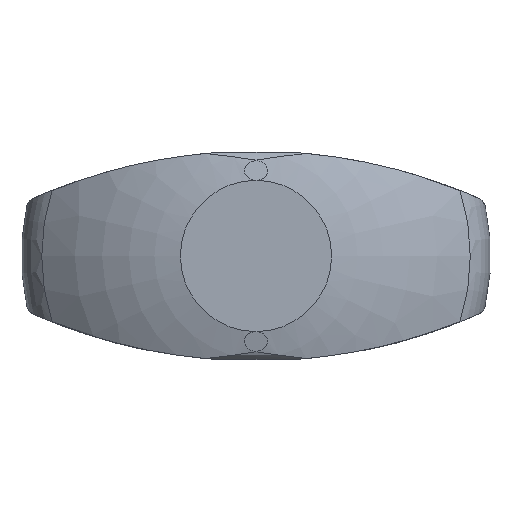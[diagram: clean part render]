
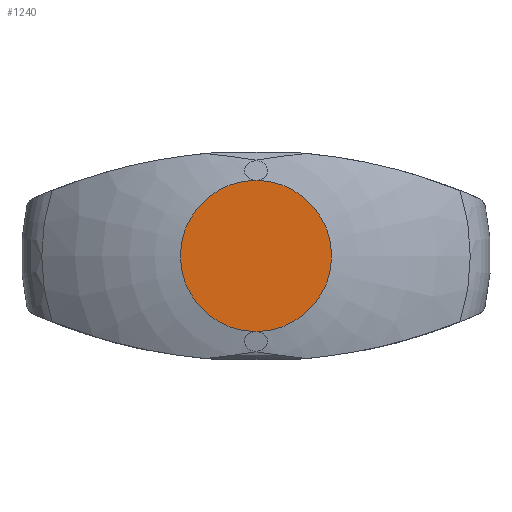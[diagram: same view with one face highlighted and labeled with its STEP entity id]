
A CAD part, top view. The second image highlights one B-rep face of the part: STEP entity #1240.
In plain terms, the highlighted planar face has unit normal (0, 0, 1).
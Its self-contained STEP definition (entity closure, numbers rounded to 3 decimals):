
#834=VERTEX_POINT('',#2168);
#1016=VERTEX_POINT('',#2366);
#1240=ADVANCED_FACE('',(#2605),#2606,.T.);
#1366=EDGE_CURVE('',#834,#1016,#2746,.T.);
#1782=EDGE_CURVE('',#1016,#834,#3200,.T.);
#2168=CARTESIAN_POINT('',(0.0,-5.8,31.));
#2366=CARTESIAN_POINT('',(0.0,5.8,31.));
#2605=FACE_OUTER_BOUND('',#5143,.T.);
#2606=PLANE('',#5144);
#2746=CIRCLE('',#5433,5.8);
#3200=CIRCLE('',#6585,5.8);
#5143=EDGE_LOOP('',(#8006,#8007));
#5144=AXIS2_PLACEMENT_3D('',#8008,#8009,#8010);
#5433=AXIS2_PLACEMENT_3D('',#8200,#8201,#8202);
#6585=AXIS2_PLACEMENT_3D('',#8671,#8672,#8673);
#8006=ORIENTED_EDGE('',*,*,#1366,.F.);
#8007=ORIENTED_EDGE('',*,*,#1782,.F.);
#8008=CARTESIAN_POINT('',(-2.9,0.,31.0));
#8009=DIRECTION('',(-0.0,0.,1.0));
#8010=DIRECTION('',(1.0,0.0,0.0));
#8200=CARTESIAN_POINT('',(0.0,0.,31.0));
#8201=DIRECTION('',(-0.0,0.,-1.0));
#8202=DIRECTION('',(-1.0,0.0,0.0));
#8671=CARTESIAN_POINT('',(0.0,0.,31.0));
#8672=DIRECTION('',(-0.0,0.,-1.0));
#8673=DIRECTION('',(-1.0,0.0,0.0));
